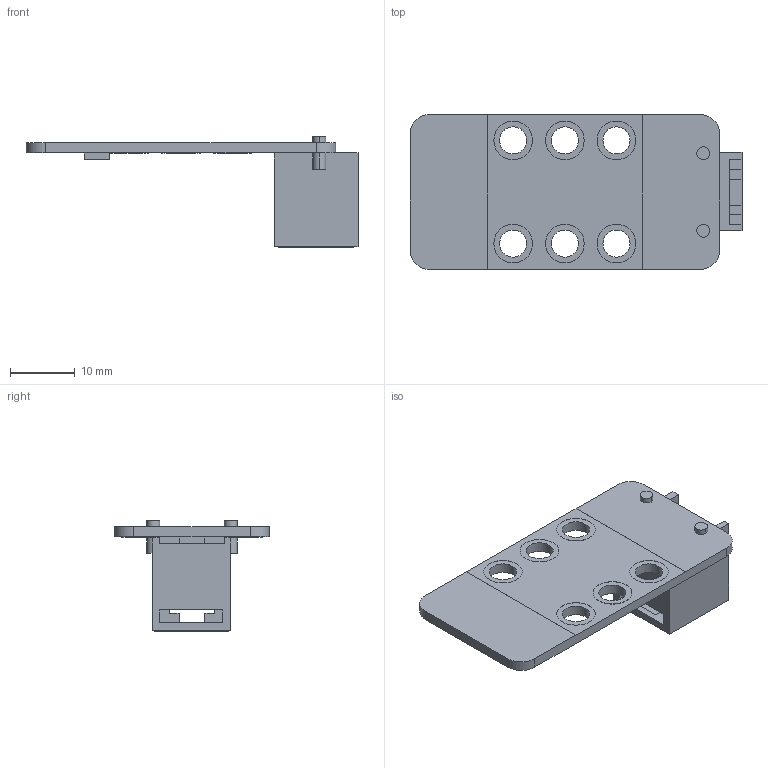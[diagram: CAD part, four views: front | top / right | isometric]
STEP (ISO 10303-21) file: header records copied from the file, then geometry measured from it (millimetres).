
FILE_DESCRIPTION (( 'STEP AP214' ), '1' );
FILE_NAME ('Me 3-Axis Accelerometer and Gyro Sensor V1.1.step', '2016-10-28T06:58:06', ( 'dell' ), ( '' ), 'SwSTEP 2.0', 'SolidWorks 2013', '' );
FILE_SCHEMA (( 'AUTOMOTIVE_DESIGN' ));
Length unit declared in the file: millimetre
Products named in the file (1): Me 3-Axis Accelerometer and Gyro Sensor V1.1
Bounding box: 51.46 x 24 x 17.1 mm (x, y, z)
Surface area: 4167.4 mm2 (no closed solid volume)
Topology: 0 solids, 3 shells, 187 faces, 567 edges, 383 vertices
Faces by surface type: plane 130, cylinder 53, bspline 4
Entity records: 8504 total; most frequent: CARTESIAN_POINT 1274, DIRECTION 1042, ORIENTED_EDGE 1030, EDGE_CURVE 567, LINE 436, VECTOR 436, VERTEX_POINT 383, AXIS2_PLACEMENT_3D 303
